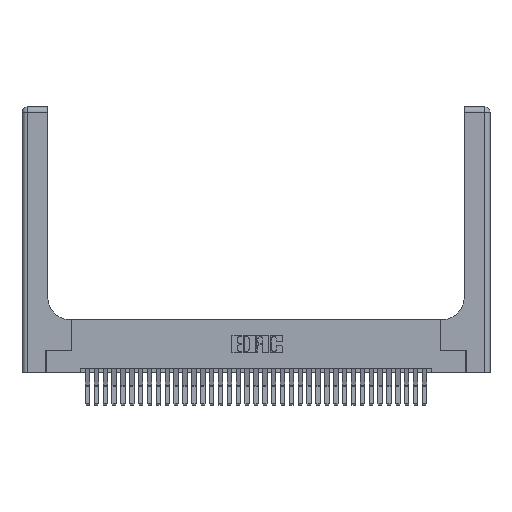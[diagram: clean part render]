
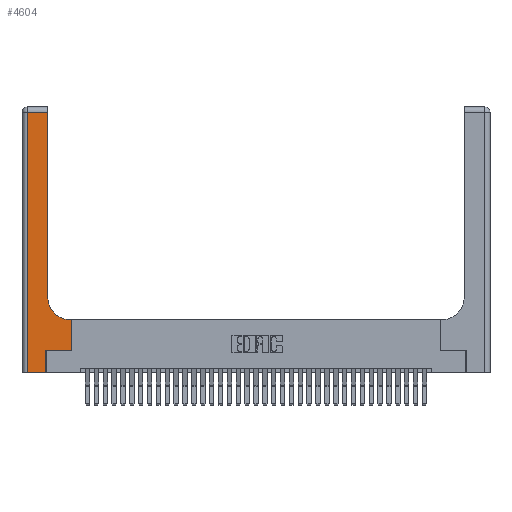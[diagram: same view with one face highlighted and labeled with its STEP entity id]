
A CAD part, top view. The second image highlights one B-rep face of the part: STEP entity #4604.
In plain terms, the highlighted planar face has unit normal (0, 0, 1).
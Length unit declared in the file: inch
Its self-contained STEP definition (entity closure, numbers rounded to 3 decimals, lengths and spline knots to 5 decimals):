
#171 = DIRECTION ( 'NONE',  ( 1., 0., 0. ) ) ;
#1005 = ORIENTED_EDGE ( 'NONE', *, *, #14614, .T. ) ;
#1238 = VECTOR ( 'NONE', #11920, 39.37008 ) ;
#1378 = DIRECTION ( 'NONE',  ( 0., -1., 0. ) ) ;
#1504 = EDGE_CURVE ( 'NONE', #34658, #20042, #26357, .T. ) ;
#1526 = ORIENTED_EDGE ( 'NONE', *, *, #3028, .T. ) ;
#2304 = VECTOR ( 'NONE', #19780, 39.37008 ) ;
#3028 = EDGE_CURVE ( 'NONE', #9674, #24335, #34189, .T. ) ;
#3592 = DIRECTION ( 'NONE',  ( 0., 1., 0. ) ) ;
#4604 = ADVANCED_FACE ( 'NONE', ( #16181 ), #21082, .F. ) ;
#4653 = DIRECTION ( 'NONE',  ( -1., 0., 0. ) ) ;
#5606 = DIRECTION ( 'NONE',  ( 0., 0., -1. ) ) ;
#5699 = ORIENTED_EDGE ( 'NONE', *, *, #27977, .T. ) ;
#5839 = ORIENTED_EDGE ( 'NONE', *, *, #5975, .T. ) ;
#5953 = VECTOR ( 'NONE', #9769, 39.37008 ) ;
#5975 = EDGE_CURVE ( 'NONE', #20042, #9674, #27028, .T. ) ;
#6574 = DIRECTION ( 'NONE',  ( -1., 0., 0. ) ) ;
#9104 = CARTESIAN_POINT ( 'NONE',  ( 0.269, 0.25, 0.37 ) ) ;
#9398 = VERTEX_POINT ( 'NONE', #24229 ) ;
#9674 = VERTEX_POINT ( 'NONE', #24740 ) ;
#9769 = DIRECTION ( 'NONE',  ( 0., 1., 0. ) ) ;
#9891 = CARTESIAN_POINT ( 'NONE',  ( 0., 3., 0.37 ) ) ;
#11017 = EDGE_LOOP ( 'NONE', ( #11563, #5839, #1526, #26694, #29121, #5699, #22813, #1005, #32376 ) ) ;
#11133 = CARTESIAN_POINT ( 'NONE',  ( 0.5415, 0.85, 0.37 ) ) ;
#11563 = ORIENTED_EDGE ( 'NONE', *, *, #1504, .T. ) ;
#11920 = DIRECTION ( 'NONE',  ( 1., 0., 0. ) ) ;
#12469 = CARTESIAN_POINT ( 'NONE',  ( 0.269, 0., 0.37 ) ) ;
#12744 = VECTOR ( 'NONE', #1378, 39.37008 ) ;
#12753 = CARTESIAN_POINT ( 'NONE',  ( 0.2915, 3., 0.37 ) ) ;
#12902 = CARTESIAN_POINT ( 'NONE',  ( 0.5585, 0.25, 0.37 ) ) ;
#12950 = LINE ( 'NONE', #16414, #33144 ) ;
#13609 = VECTOR ( 'NONE', #3592, 39.37008 ) ;
#14614 = EDGE_CURVE ( 'NONE', #26595, #34391, #34961, .T. ) ;
#14853 = CARTESIAN_POINT ( 'NONE',  ( 0.5415, 0.6, 0.37 ) ) ;
#16056 = VERTEX_POINT ( 'NONE', #12902 ) ;
#16181 = FACE_OUTER_BOUND ( 'NONE', #11017, .T. ) ;
#16414 = CARTESIAN_POINT ( 'NONE',  ( 0., 0., 0.37 ) ) ;
#16422 = CARTESIAN_POINT ( 'NONE',  ( 0.2915, 2.94, 0.37 ) ) ;
#16483 = EDGE_CURVE ( 'NONE', #29844, #9398, #25299, .T. ) ;
#19780 = DIRECTION ( 'NONE',  ( 0., 1., 0. ) ) ;
#20042 = VERTEX_POINT ( 'NONE', #16422 ) ;
#20611 = CARTESIAN_POINT ( 'NONE',  ( 0.5585, 0.25, 0.37 ) ) ;
#21082 = PLANE ( 'NONE',  #26888 ) ;
#22726 = CARTESIAN_POINT ( 'NONE',  ( 0.5585, 0.6, 0.37 ) ) ;
#22813 = ORIENTED_EDGE ( 'NONE', *, *, #32038, .T. ) ;
#23322 = AXIS2_PLACEMENT_3D ( 'NONE', #11133, #5606, #171 ) ;
#23507 = CARTESIAN_POINT ( 'NONE',  ( 0.269, 0., 0.37 ) ) ;
#24053 = VECTOR ( 'NONE', #6574, 39.37008 ) ;
#24229 = CARTESIAN_POINT ( 'NONE',  ( 0.269, 0.25, 0.37 ) ) ;
#24335 = VERTEX_POINT ( 'NONE', #28839 ) ;
#24740 = CARTESIAN_POINT ( 'NONE',  ( 0.06, 2.94, 0.37 ) ) ;
#24786 = DIRECTION ( 'NONE',  ( 1., 0., 0. ) ) ;
#25299 = LINE ( 'NONE', #12469, #5953 ) ;
#26357 = LINE ( 'NONE', #12753, #2304 ) ;
#26595 = VERTEX_POINT ( 'NONE', #22726 ) ;
#26694 = ORIENTED_EDGE ( 'NONE', *, *, #30158, .T. ) ;
#26719 = LINE ( 'NONE', #20611, #13609 ) ;
#26888 = AXIS2_PLACEMENT_3D ( 'NONE', #9891, #29461, #35116 ) ;
#27028 = LINE ( 'NONE', #35134, #30055 ) ;
#27977 = EDGE_CURVE ( 'NONE', #9398, #16056, #31899, .T. ) ;
#28458 = CIRCLE ( 'NONE', #23322, 0.25 ) ;
#28839 = CARTESIAN_POINT ( 'NONE',  ( 0.06, 0., 0.37 ) ) ;
#29121 = ORIENTED_EDGE ( 'NONE', *, *, #16483, .T. ) ;
#29461 = DIRECTION ( 'NONE',  ( 0., 0., -1. ) ) ;
#29844 = VERTEX_POINT ( 'NONE', #23507 ) ;
#30055 = VECTOR ( 'NONE', #4653, 39.37008 ) ;
#30158 = EDGE_CURVE ( 'NONE', #24335, #29844, #12950, .T. ) ;
#30332 = CARTESIAN_POINT ( 'NONE',  ( 0.2915, 0.85, 0.37 ) ) ;
#31873 = EDGE_CURVE ( 'NONE', #34391, #34658, #28458, .T. ) ;
#31899 = LINE ( 'NONE', #9104, #1238 ) ;
#32038 = EDGE_CURVE ( 'NONE', #16056, #26595, #26719, .T. ) ;
#32228 = CARTESIAN_POINT ( 'NONE',  ( 0.06, 3., 0.37 ) ) ;
#32376 = ORIENTED_EDGE ( 'NONE', *, *, #31873, .T. ) ;
#33144 = VECTOR ( 'NONE', #24786, 39.37008 ) ;
#34189 = LINE ( 'NONE', #32228, #12744 ) ;
#34391 = VERTEX_POINT ( 'NONE', #14853 ) ;
#34658 = VERTEX_POINT ( 'NONE', #30332 ) ;
#34961 = LINE ( 'NONE', #35936, #24053 ) ;
#35116 = DIRECTION ( 'NONE',  ( -1., 0., 0. ) ) ;
#35134 = CARTESIAN_POINT ( 'NONE',  ( 0., 2.94, 0.37 ) ) ;
#35936 = CARTESIAN_POINT ( 'NONE',  ( 0.2915, 0.6, 0.37 ) ) ;
